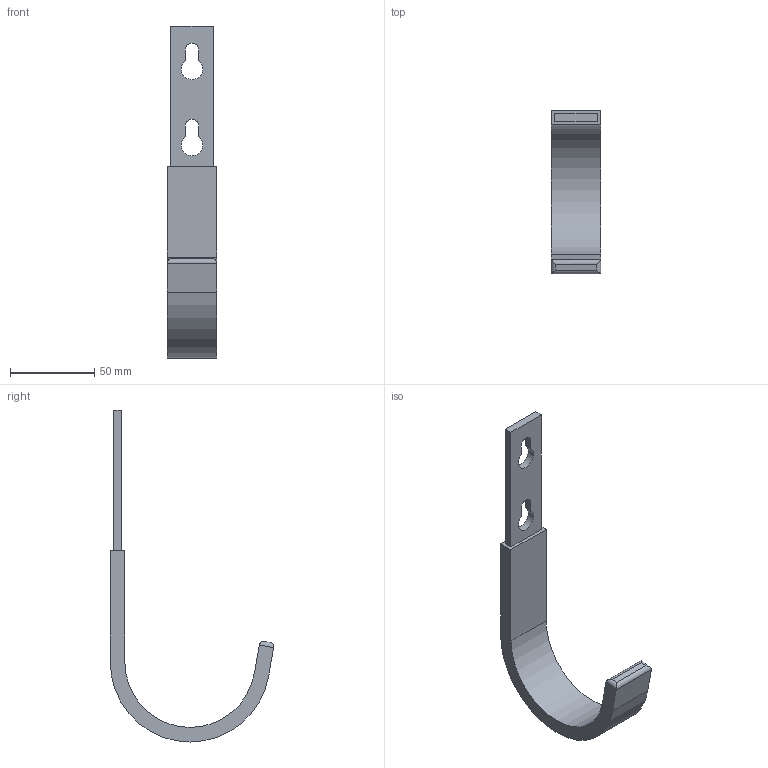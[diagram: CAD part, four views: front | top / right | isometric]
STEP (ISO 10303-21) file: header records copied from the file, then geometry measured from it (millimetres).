
FILE_DESCRIPTION(/* description */ (''),/* implementation_level */ '2;1');
FILE_NAME(/* name */ '71-610-0.stp',/* time_stamp */ '2025-11-13T11:31:12-05:00',/* author */ ('jmurphy'),/* organization */ (''),/* preprocessor_version */ 'ST-DEVELOPER v18.1',/* originating_system */ 'AutoCAD Mechanical',/* authorisation */ '');
FILE_SCHEMA (('AUTOMOTIVE_DESIGN { 1 0 10303 214 3 1 1 }'));
Length unit declared in the file: millimetre
Products named in the file (1): Product
Bounding box: 29.46 x 96.78 x 196.54 mm (x, y, z)
Volume: 62045.5 mm3; surface area: 21393.8 mm2
Topology: 1 solids, 1 shells, 31 faces, 80 edges, 52 vertices
Faces by surface type: plane 17, cylinder 14
Entity records: 977 total; most frequent: DIRECTION 168, CARTESIAN_POINT 164, ORIENTED_EDGE 160, EDGE_CURVE 80, LINE 56, VECTOR 56, AXIS2_PLACEMENT_3D 56, VERTEX_POINT 52
